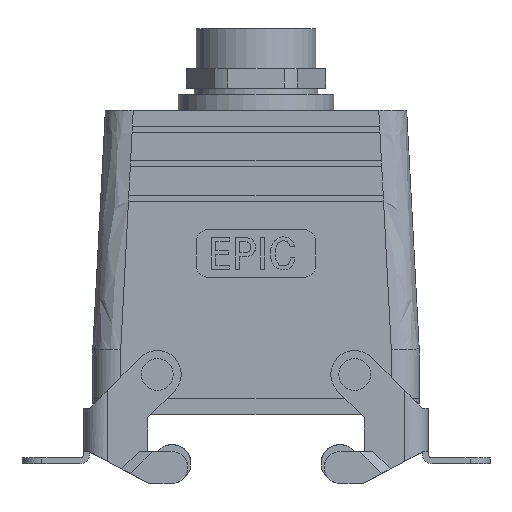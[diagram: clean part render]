
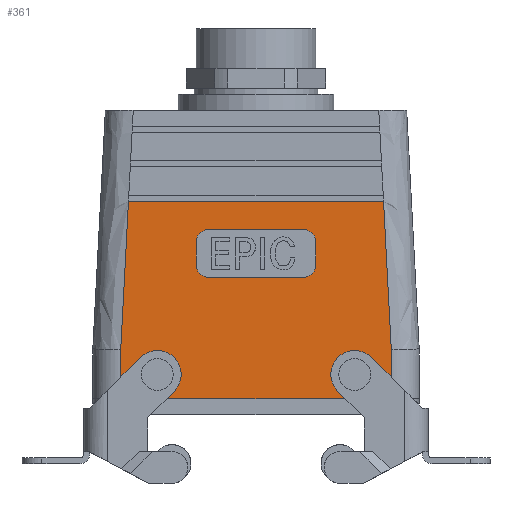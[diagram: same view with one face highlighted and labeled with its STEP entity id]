
A CAD part, left-side view. The second image highlights one B-rep face of the part: STEP entity #361.
In plain terms, the highlighted planar face has unit normal (-1, 0, 0).
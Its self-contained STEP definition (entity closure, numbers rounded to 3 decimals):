
#361 = ADVANCED_FACE( '', ( #939, #940, #941, #942 ), #943, .F. );
#939 = FACE_BOUND( '', #1829, .T. );
#940 = FACE_BOUND( '', #1830, .T. );
#941 = FACE_OUTER_BOUND( '', #1831, .T. );
#942 = FACE_BOUND( '', #1832, .T. );
#943 = PLANE( '', #1833 );
#1829 = EDGE_LOOP( '', ( #3166, #3167, #3168, #3169, #3170, #3171, #3172, #3173 ) );
#1830 = EDGE_LOOP( '', ( #3174 ) );
#1831 = EDGE_LOOP( '', ( #3175, #3176, #3177, #3178, #3179, #3180 ) );
#1832 = EDGE_LOOP( '', ( #3181 ) );
#1833 = AXIS2_PLACEMENT_3D( '', #3182, #3183, #3184 );
#3166 = ORIENTED_EDGE( '', *, *, #5318, .T. );
#3167 = ORIENTED_EDGE( '', *, *, #5319, .F. );
#3168 = ORIENTED_EDGE( '', *, *, #5320, .F. );
#3169 = ORIENTED_EDGE( '', *, *, #5321, .F. );
#3170 = ORIENTED_EDGE( '', *, *, #5322, .F. );
#3171 = ORIENTED_EDGE( '', *, *, #5323, .F. );
#3172 = ORIENTED_EDGE( '', *, *, #5324, .T. );
#3173 = ORIENTED_EDGE( '', *, *, #5325, .T. );
#3174 = ORIENTED_EDGE( '', *, *, #5326, .T. );
#3175 = ORIENTED_EDGE( '', *, *, #5327, .T. );
#3176 = ORIENTED_EDGE( '', *, *, #5328, .F. );
#3177 = ORIENTED_EDGE( '', *, *, #5329, .F. );
#3178 = ORIENTED_EDGE( '', *, *, #5330, .F. );
#3179 = ORIENTED_EDGE( '', *, *, #5331, .T. );
#3180 = ORIENTED_EDGE( '', *, *, #5281, .T. );
#3181 = ORIENTED_EDGE( '', *, *, #5332, .F. );
#3182 = CARTESIAN_POINT( '', ( -28., 41., 0. ) );
#3183 = DIRECTION( '', ( 1., 0., 0. ) );
#3184 = DIRECTION( '', ( 0., 0., -1. ) );
#5281 = EDGE_CURVE( '', #6278, #6275, #6279, .F. );
#5318 = EDGE_CURVE( '', #6341, #6342, #6343, .F. );
#5319 = EDGE_CURVE( '', #6344, #6342, #6345, .T. );
#5320 = EDGE_CURVE( '', #6346, #6344, #6347, .F. );
#5321 = EDGE_CURVE( '', #6348, #6346, #6349, .T. );
#5322 = EDGE_CURVE( '', #6350, #6348, #6351, .F. );
#5323 = EDGE_CURVE( '', #6352, #6350, #6353, .T. );
#5324 = EDGE_CURVE( '', #6352, #6354, #6355, .F. );
#5325 = EDGE_CURVE( '', #6354, #6341, #6356, .T. );
#5326 = EDGE_CURVE( '', #6357, #6357, #6358, .T. );
#5327 = EDGE_CURVE( '', #6275, #6359, #6360, .T. );
#5328 = EDGE_CURVE( '', #6361, #6359, #6362, .F. );
#5329 = EDGE_CURVE( '', #6363, #6361, #6364, .T. );
#5330 = EDGE_CURVE( '', #6365, #6363, #6366, .T. );
#5331 = EDGE_CURVE( '', #6365, #6278, #6367, .T. );
#5332 = EDGE_CURVE( '', #6368, #6368, #6369, .T. );
#6275 = VERTEX_POINT( '', #7805 );
#6278 = VERTEX_POINT( '', #7817 );
#6279 = B_SPLINE_CURVE_WITH_KNOTS( '', 3, ( #7818, #7819, #7820, #7821 ), .UNSPECIFIED., .F., .F., ( 4, 4 ), ( 0.4, 0.597 ), .UNSPECIFIED. );
#6341 = VERTEX_POINT( '', #7928 );
#6342 = VERTEX_POINT( '', #7929 );
#6343 = CIRCLE( '', #7930, 3. );
#6344 = VERTEX_POINT( '', #7931 );
#6345 = LINE( '', #7932, #7933 );
#6346 = VERTEX_POINT( '', #7934 );
#6347 = CIRCLE( '', #7935, 3. );
#6348 = VERTEX_POINT( '', #7936 );
#6349 = LINE( '', #7937, #7938 );
#6350 = VERTEX_POINT( '', #7939 );
#6351 = CIRCLE( '', #7940, 3. );
#6352 = VERTEX_POINT( '', #7941 );
#6353 = LINE( '', #7942, #7943 );
#6354 = VERTEX_POINT( '', #7944 );
#6355 = CIRCLE( '', #7945, 3. );
#6356 = LINE( '', #7946, #7947 );
#6357 = VERTEX_POINT( '', #7948 );
#6358 = CIRCLE( '', #7949, 2.45 );
#6359 = VERTEX_POINT( '', #7950 );
#6360 = LINE( '', #7951, #7952 );
#6361 = VERTEX_POINT( '', #7953 );
#6362 = B_SPLINE_CURVE_WITH_KNOTS( '', 3, ( #7954, #7955, #7956, #7957 ), .UNSPECIFIED., .F., .F., ( 4, 4 ), ( 0.4, 0.597 ), .UNSPECIFIED. );
#6363 = VERTEX_POINT( '', #7958 );
#6364 = B_SPLINE_CURVE_WITH_KNOTS( '', 3, ( #7959, #7960, #7961, #7962 ), .UNSPECIFIED., .F., .F., ( 4, 4 ), ( 0.476, 0.599 ), .UNSPECIFIED. );
#6365 = VERTEX_POINT( '', #7963 );
#6366 = LINE( '', #7964, #7965 );
#6367 = B_SPLINE_CURVE_WITH_KNOTS( '', 3, ( #7966, #7967, #7968, #7969 ), .UNSPECIFIED., .F., .F., ( 4, 4 ), ( 0.476, 0.599 ), .UNSPECIFIED. );
#6368 = VERTEX_POINT( '', #7970 );
#6369 = CIRCLE( '', #7971, 2.45 );
#7805 = CARTESIAN_POINT( '', ( -28., 34., 0. ) );
#7817 = CARTESIAN_POINT( '', ( -28., 34., 12.317 ) );
#7818 = CARTESIAN_POINT( '', ( -28., 34., 0. ) );
#7819 = CARTESIAN_POINT( '', ( -28., 34., 4.106 ) );
#7820 = CARTESIAN_POINT( '', ( -28., 34., 8.211 ) );
#7821 = CARTESIAN_POINT( '', ( -28., 34., 12.317 ) );
#7928 = CARTESIAN_POINT( '', ( -28., -15., 33.5 ) );
#7929 = CARTESIAN_POINT( '', ( -28., -12., 30.5 ) );
#7930 = AXIS2_PLACEMENT_3D( '', #9656, #9657, #9658 );
#7931 = CARTESIAN_POINT( '', ( -28., 12., 30.5 ) );
#7932 = CARTESIAN_POINT( '', ( -28., 41., 30.5 ) );
#7933 = VECTOR( '', #9659, 1000. );
#7934 = CARTESIAN_POINT( '', ( -28., 15., 33.5 ) );
#7935 = AXIS2_PLACEMENT_3D( '', #9660, #9661, #9662 );
#7936 = CARTESIAN_POINT( '', ( -28., 15., 39.5 ) );
#7937 = CARTESIAN_POINT( '', ( -28., 15., 0. ) );
#7938 = VECTOR( '', #9663, 1000. );
#7939 = CARTESIAN_POINT( '', ( -28., 12., 42.5 ) );
#7940 = AXIS2_PLACEMENT_3D( '', #9664, #9665, #9666 );
#7941 = CARTESIAN_POINT( '', ( -28., -12., 42.5 ) );
#7942 = CARTESIAN_POINT( '', ( -28., 41., 42.5 ) );
#7943 = VECTOR( '', #9667, 1000. );
#7944 = CARTESIAN_POINT( '', ( -28., -15., 39.5 ) );
#7945 = AXIS2_PLACEMENT_3D( '', #9668, #9669, #9670 );
#7946 = CARTESIAN_POINT( '', ( -28., -15., 0. ) );
#7947 = VECTOR( '', #9671, 1000. );
#7948 = CARTESIAN_POINT( '', ( -28., 27.25, 6.1 ) );
#7949 = AXIS2_PLACEMENT_3D( '', #9672, #9673, #9674 );
#7950 = CARTESIAN_POINT( '', ( -28., -34., 0. ) );
#7951 = CARTESIAN_POINT( '', ( -28., 41., 0. ) );
#7952 = VECTOR( '', #9675, 1000. );
#7953 = CARTESIAN_POINT( '', ( -28., -34., 12.317 ) );
#7954 = CARTESIAN_POINT( '', ( -28., -34., 0. ) );
#7955 = CARTESIAN_POINT( '', ( -28., -34., 4.106 ) );
#7956 = CARTESIAN_POINT( '', ( -28., -34., 8.211 ) );
#7957 = CARTESIAN_POINT( '', ( -28., -34., 12.317 ) );
#7958 = CARTESIAN_POINT( '', ( -28., -32.046, 49.6 ) );
#7959 = CARTESIAN_POINT( '', ( -28., -32.046, 49.6 ) );
#7960 = CARTESIAN_POINT( '', ( -28., -32.697, 37.172 ) );
#7961 = CARTESIAN_POINT( '', ( -28., -33.349, 24.744 ) );
#7962 = CARTESIAN_POINT( '', ( -28., -34., 12.317 ) );
#7963 = CARTESIAN_POINT( '', ( -28., 32.046, 49.6 ) );
#7964 = CARTESIAN_POINT( '', ( -28., 41., 49.6 ) );
#7965 = VECTOR( '', #9676, 1000. );
#7966 = CARTESIAN_POINT( '', ( -28., 32.046, 49.6 ) );
#7967 = CARTESIAN_POINT( '', ( -28., 32.697, 37.172 ) );
#7968 = CARTESIAN_POINT( '', ( -28., 33.349, 24.744 ) );
#7969 = CARTESIAN_POINT( '', ( -28., 34., 12.317 ) );
#7970 = CARTESIAN_POINT( '', ( -28., -27.25, 6.1 ) );
#7971 = AXIS2_PLACEMENT_3D( '', #9677, #9678, #9679 );
#9656 = CARTESIAN_POINT( '', ( -28., -12., 33.5 ) );
#9657 = DIRECTION( '', ( -1., 0., 0. ) );
#9658 = DIRECTION( '', ( 0., 0., -1. ) );
#9659 = DIRECTION( '', ( 0., -1., 0. ) );
#9660 = CARTESIAN_POINT( '', ( -28., 12., 33.5 ) );
#9661 = DIRECTION( '', ( 1., 0., 0. ) );
#9662 = DIRECTION( '', ( 0., 0., -1. ) );
#9663 = DIRECTION( '', ( 0., 0., -1. ) );
#9664 = CARTESIAN_POINT( '', ( -28., 12., 39.5 ) );
#9665 = DIRECTION( '', ( 1., 0., 0. ) );
#9666 = DIRECTION( '', ( 0., 0., -1. ) );
#9667 = DIRECTION( '', ( 0., 1., 0. ) );
#9668 = CARTESIAN_POINT( '', ( -28., -12., 39.5 ) );
#9669 = DIRECTION( '', ( -1., 0., 0. ) );
#9670 = DIRECTION( '', ( 0., 0., -1. ) );
#9671 = DIRECTION( '', ( 0., 0., -1. ) );
#9672 = CARTESIAN_POINT( '', ( -28., 24.8, 6.1 ) );
#9673 = DIRECTION( '', ( 1., 0., 0. ) );
#9674 = DIRECTION( '', ( 0., 1., 0. ) );
#9675 = DIRECTION( '', ( 0., -1., 0. ) );
#9676 = DIRECTION( '', ( 0., -1., 0. ) );
#9677 = CARTESIAN_POINT( '', ( -28., -24.8, 6.1 ) );
#9678 = DIRECTION( '', ( -1., 0., 0. ) );
#9679 = DIRECTION( '', ( 0., -1., 0. ) );
